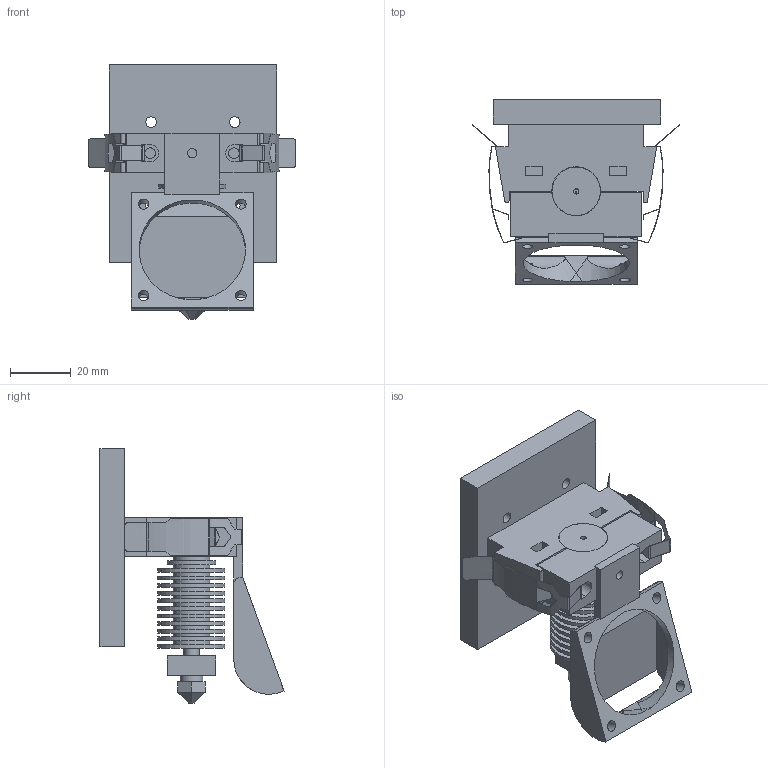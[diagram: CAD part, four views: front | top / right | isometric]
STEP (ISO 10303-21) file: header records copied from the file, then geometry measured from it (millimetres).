
FILE_DESCRIPTION(/* description */ (''),/* implementation_level */ '2;1');
FILE_NAME(/* name */ 'Extruder Holder Single v9.step',/* time_stamp */ '2020-10-20T11:47:24+02:00',/* author */ (''),/* organization */ (''),/* preprocessor_version */ 'ST-DEVELOPER v18.1',/* originating_system */ 'Autodesk Translation Framework v9.3.0.1241',/* authorisation */ '');
FILE_SCHEMA (('AUTOMOTIVE_DESIGN { 1 0 10303 214 3 1 1 }'));
Length unit declared in the file: millimetre
Products named in the file (4): Extruder Holder Single; Clip v3; Clip v3(Mirror); E3D Clone Extruder
Assembly tree (3 placements, depth 2):
  Extruder Holder Single
    Clip v3
    Clip v3(Mirror)
    E3D Clone Extruder
Bounding box: 68.33 x 60.49 x 83.5 mm (x, y, z)
Volume: 65743.4 mm3; surface area: 34816 mm2
Topology: 6 solids, 6 shells, 290 faces, 705 edges, 462 vertices
Faces by surface type: plane 186, cylinder 86, bspline 18
Full cylindrical faces by diameter (mm): 0.4 x1, 1.75 x1, 3 x2, 3.5 x14, 5 x1, 7.5 x1, 12 x13, 16 x3, 22 x11
Entity records: 11234 total; most frequent: CARTESIAN_POINT 4190, DIRECTION 1425, ORIENTED_EDGE 1410, EDGE_CURVE 705, AXIS2_PLACEMENT_3D 498, VERTEX_POINT 462, LINE 429, VECTOR 429
